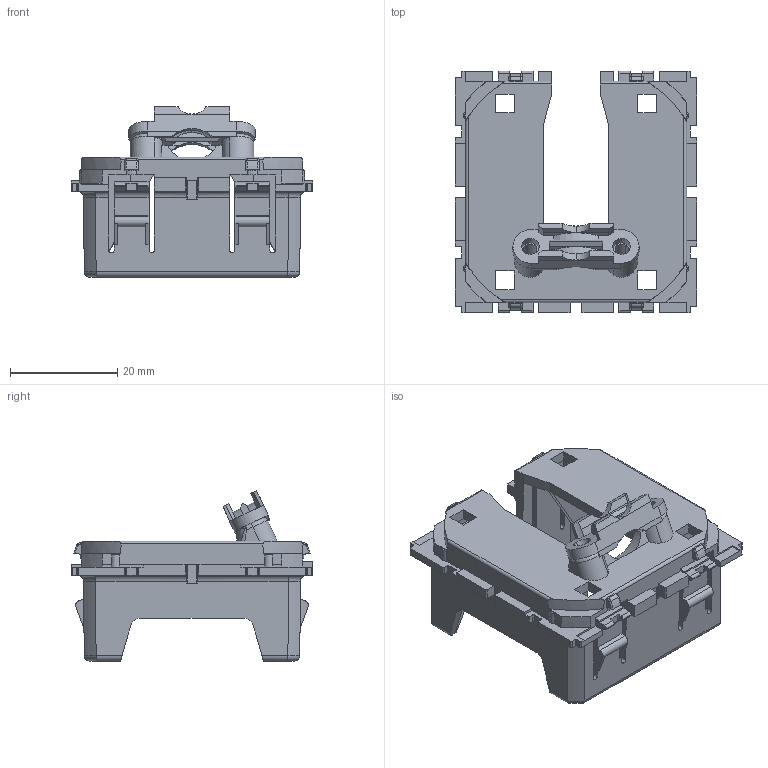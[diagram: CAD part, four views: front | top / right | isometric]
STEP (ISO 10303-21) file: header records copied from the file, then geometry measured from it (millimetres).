
FILE_DESCRIPTION(('CATIA V5 STEP Exchange','CAx-IF Rec.Pracs.--- Model Styling and Organization---1.5--- 2016-08-15','CAx-IF Rec.Pracs.---Supplemental Geometry---1.0---2011-11-01','CAx-IF Rec.Pracs.--- Composite Materials ---1.1---2010-07-15'),'2;1');
FILE_NAME('CM0181_simplifier.stp','2024-03-25T07:29:33+00:00',('none'),('none'),'CATIA Version 5-6 Release 2020 SP5','CATIA V5 STEP AP214 v2','none');
FILE_SCHEMA(('AUTOMOTIVE_DESIGN { 1 0 10303 214 1 1 1 1 }'));
Length unit declared in the file: millimetre
Products named in the file (1): CM0181_simplifier
Bounding box: 45.05 x 45.05 x 31.67 mm (x, y, z)
Volume: 8183 mm3; surface area: 10873.9 mm2
Topology: 2 solids, 2 shells, 600 faces, 1799 edges, 1188 vertices
Faces by surface type: plane 354, cylinder 166, cone 30, bspline 28, torus 22
Entity records: 20999 total; most frequent: CARTESIAN_POINT 6479, ORIENTED_EDGE 3590, DIRECTION 2125, EDGE_CURVE 1795, VERTEX_POINT 1188, VECTOR 1121, LINE 1121, AXIS2_PLACEMENT_3D 672
